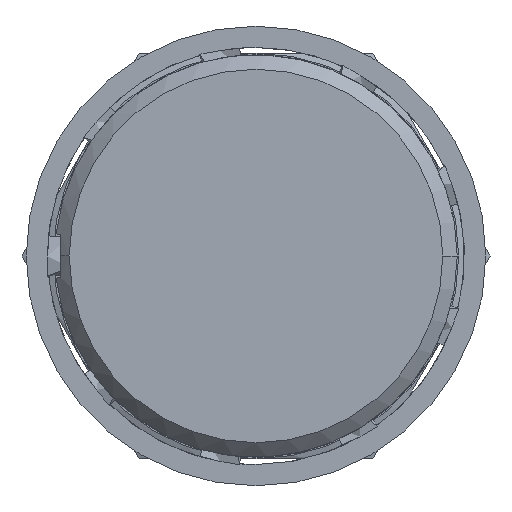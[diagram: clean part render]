
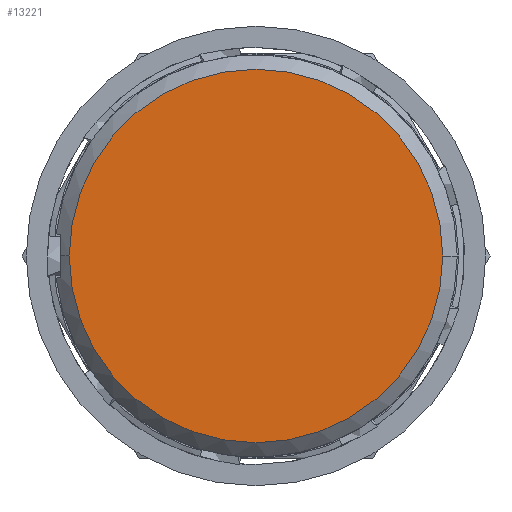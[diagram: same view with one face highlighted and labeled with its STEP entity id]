
A CAD part, left-side view. The second image highlights one B-rep face of the part: STEP entity #13221.
In plain terms, the highlighted planar face has unit normal (-1, 0, 0).
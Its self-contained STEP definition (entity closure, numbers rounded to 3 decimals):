
#111=CARTESIAN_POINT('',(-13.5,0.,0.));
#112=DIRECTION('',(1.,0.,0.));
#113=DIRECTION('',(0.,-1.,0.));
#114=AXIS2_PLACEMENT_3D('',#111,#112,#113);
#116=CARTESIAN_POINT('',(-13.5,0.,0.));
#117=DIRECTION('',(1.,0.,0.));
#118=DIRECTION('',(0.,1.,0.));
#119=AXIS2_PLACEMENT_3D('',#116,#117,#118);
#10980=CARTESIAN_POINT('',(-13.5,-6.45,0.));
#10981=VERTEX_POINT('',#10980);
#10982=CARTESIAN_POINT('',(-13.5,6.45,0.));
#10983=VERTEX_POINT('',#10982);
#13212=CARTESIAN_POINT('',(-13.5,0.,0.));
#13213=DIRECTION('',(1.,0.,0.));
#13214=DIRECTION('',(0.,-1.,0.));
#13215=AXIS2_PLACEMENT_3D('',#13212,#13213,#13214);
#13216=PLANE('',#13215);
#13217=ORIENTED_EDGE('',*,*,#13204,.T.);
#13218=ORIENTED_EDGE('',*,*,#13109,.T.);
#13219=EDGE_LOOP('',(#13217,#13218));
#13220=FACE_OUTER_BOUND('',#13219,.F.);
#13221=ADVANCED_FACE('',(#13220),#13216,.F.);
#115=CIRCLE('',#114,6.45);
#120=CIRCLE('',#119,6.45);
#13109=EDGE_CURVE('',#10983,#10981,#120,.T.);
#13204=EDGE_CURVE('',#10981,#10983,#115,.T.);
